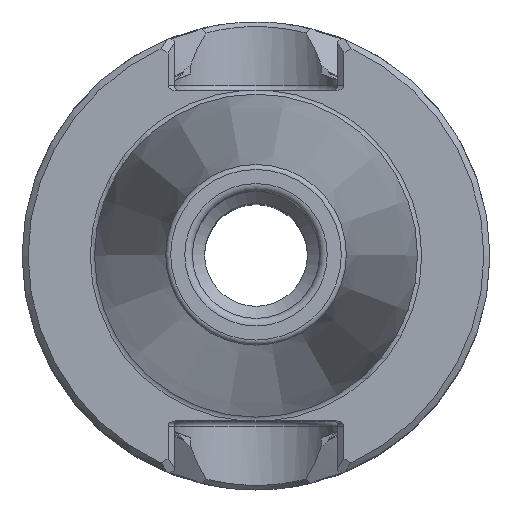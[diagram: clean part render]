
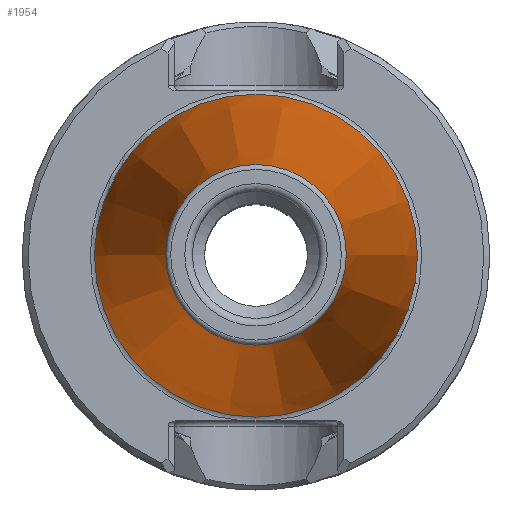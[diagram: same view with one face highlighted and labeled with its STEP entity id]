
A CAD part, top view. The second image highlights one B-rep face of the part: STEP entity #1954.
In plain terms, the highlighted conical face has half-angle 8.297 degrees and reference radius 8.879 mm.
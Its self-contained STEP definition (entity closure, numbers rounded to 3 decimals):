
#300=ORIENTED_EDGE('',*,*,#696,.T.);
#301=ORIENTED_EDGE('',*,*,#695,.F.);
#695=EDGE_CURVE('',#894,#894,#1033,.T.);
#696=EDGE_CURVE('',#895,#895,#1034,.T.);
#894=VERTEX_POINT('',#2594);
#895=VERTEX_POINT('',#2597);
#1033=CIRCLE('',#2052,8.879);
#1034=CIRCLE('',#2054,15.876);
#1093=EDGE_LOOP('',(#300));
#1094=EDGE_LOOP('',(#301));
#1209=FACE_BOUND('',#1093,.T.);
#1210=FACE_BOUND('',#1094,.T.);
#1318=CONICAL_SURFACE('',#2053,8.879,0.145);
#1954=ADVANCED_FACE('',(#1209,#1210),#1318,.T.);
#2052=AXIS2_PLACEMENT_3D('',#2593,#2222,#2223);
#2053=AXIS2_PLACEMENT_3D('',#2595,#2224,#2225);
#2054=AXIS2_PLACEMENT_3D('',#2596,#2226,#2227);
#2222=DIRECTION('',(0.,0.,1.));
#2223=DIRECTION('',(1.,0.,0.));
#2224=DIRECTION('',(0.,0.,-1.));
#2225=DIRECTION('',(-1.,0.,0.));
#2226=DIRECTION('',(0.,0.,1.));
#2227=DIRECTION('',(1.,0.,0.));
#2593=CARTESIAN_POINT('',(0.,0.,47.972));
#2594=CARTESIAN_POINT('',(8.879,0.,47.972));
#2595=CARTESIAN_POINT('',(0.,0.,47.972));
#2596=CARTESIAN_POINT('',(0.,0.,-0.009));
#2597=CARTESIAN_POINT('',(15.876,0.,-0.009));
